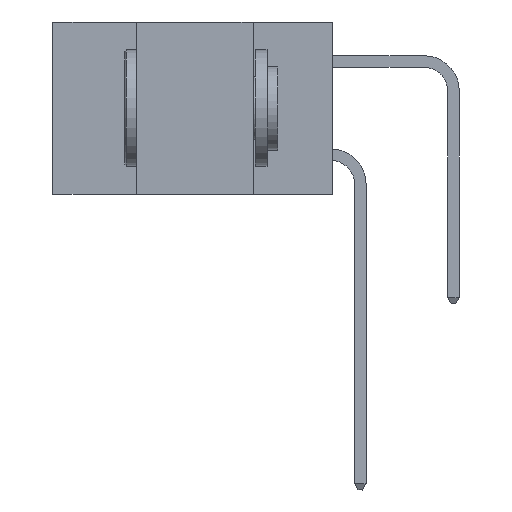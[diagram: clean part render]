
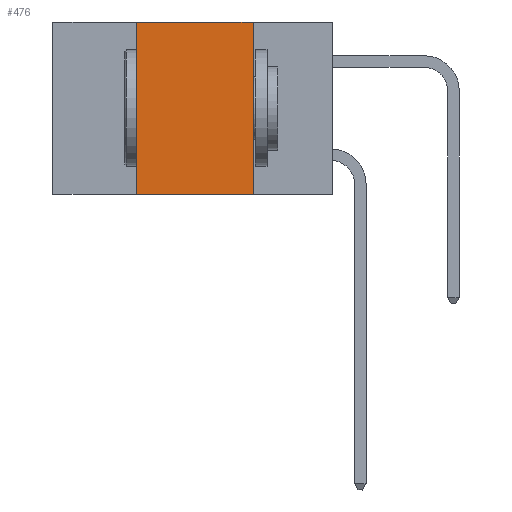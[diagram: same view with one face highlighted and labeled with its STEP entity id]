
A CAD part, left-side view. The second image highlights one B-rep face of the part: STEP entity #476.
In plain terms, the highlighted planar face has unit normal (-1, 0, 0).
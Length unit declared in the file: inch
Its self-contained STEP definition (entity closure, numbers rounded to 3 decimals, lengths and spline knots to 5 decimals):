
#476 = ADVANCED_FACE ( 'NONE', ( #13359 ), #7017, .F. ) ;
#759 = ORIENTED_EDGE ( 'NONE', *, *, #13512, .F. ) ;
#844 = ORIENTED_EDGE ( 'NONE', *, *, #3237, .F. ) ;
#1387 = EDGE_CURVE ( 'NONE', #5557, #5392, #6250, .T. ) ;
#2004 = CARTESIAN_POINT ( 'NONE',  ( 0., 0.6, 0. ) ) ;
#2287 = CARTESIAN_POINT ( 'NONE',  ( 0., 0.17, 0. ) ) ;
#2506 = ORIENTED_EDGE ( 'NONE', *, *, #1387, .T. ) ;
#3237 = EDGE_CURVE ( 'NONE', #15632, #13017, #4768, .T. ) ;
#3695 = VECTOR ( 'NONE', #10234, 39.37008 ) ;
#4547 = DIRECTION ( 'NONE',  ( 1., 0., 0. ) ) ;
#4768 = LINE ( 'NONE', #9587, #8172 ) ;
#5079 = DIRECTION ( 'NONE',  ( 0., -1., 0. ) ) ;
#5392 = VERTEX_POINT ( 'NONE', #11372 ) ;
#5557 = VERTEX_POINT ( 'NONE', #9463 ) ;
#5888 = DIRECTION ( 'NONE',  ( 0., -1., 0. ) ) ;
#5966 = AXIS2_PLACEMENT_3D ( 'NONE', #2004, #4547, #14835 ) ;
#6047 = VECTOR ( 'NONE', #5079, 39.37008 ) ;
#6250 = LINE ( 'NONE', #14014, #6047 ) ;
#6808 = CARTESIAN_POINT ( 'NONE',  ( 0., 0.42, 0. ) ) ;
#7017 = PLANE ( 'NONE',  #5966 ) ;
#7680 = LINE ( 'NONE', #2287, #12837 ) ;
#8172 = VECTOR ( 'NONE', #5888, 39.37008 ) ;
#8216 = ORIENTED_EDGE ( 'NONE', *, *, #13137, .F. ) ;
#8952 = CARTESIAN_POINT ( 'NONE',  ( 0., 0.42, 0. ) ) ;
#9463 = CARTESIAN_POINT ( 'NONE',  ( 0., 0.42, -0.37 ) ) ;
#9587 = CARTESIAN_POINT ( 'NONE',  ( 0., 0.6, 0. ) ) ;
#10234 = DIRECTION ( 'NONE',  ( 0., 0., 1. ) ) ;
#11372 = CARTESIAN_POINT ( 'NONE',  ( 0., 0.17, -0.37 ) ) ;
#12453 = DIRECTION ( 'NONE',  ( 0., 0., -1. ) ) ;
#12515 = EDGE_LOOP ( 'NONE', ( #759, #844, #8216, #2506 ) ) ;
#12837 = VECTOR ( 'NONE', #12453, 39.37008 ) ;
#13017 = VERTEX_POINT ( 'NONE', #16098 ) ;
#13137 = EDGE_CURVE ( 'NONE', #5557, #15632, #13435, .T. ) ;
#13359 = FACE_OUTER_BOUND ( 'NONE', #12515, .T. ) ;
#13435 = LINE ( 'NONE', #8952, #3695 ) ;
#13512 = EDGE_CURVE ( 'NONE', #13017, #5392, #7680, .T. ) ;
#14014 = CARTESIAN_POINT ( 'NONE',  ( 0., 0.6, -0.37 ) ) ;
#14835 = DIRECTION ( 'NONE',  ( 0., 0., -1. ) ) ;
#15632 = VERTEX_POINT ( 'NONE', #6808 ) ;
#16098 = CARTESIAN_POINT ( 'NONE',  ( 0., 0.17, 0. ) ) ;
